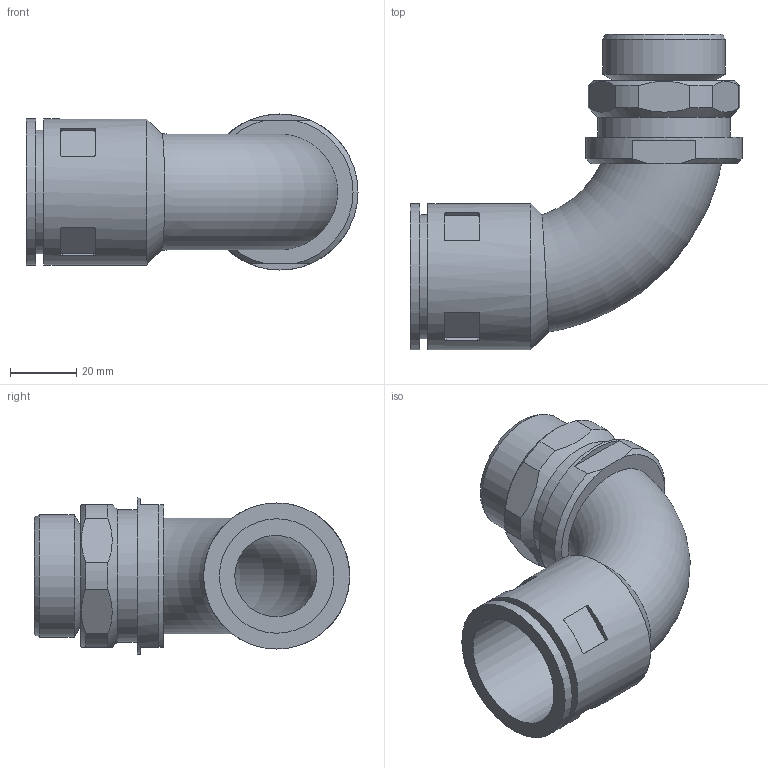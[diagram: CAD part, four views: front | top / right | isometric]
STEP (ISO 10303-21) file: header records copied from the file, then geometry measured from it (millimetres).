
FILE_DESCRIPTION( ( 'STEP AP203' ), '1' );
FILE_NAME( 'FLEXA RQBK90DR-P 5521.034.229.stp', '2020-03-24T10:23:53', ( 'License CC BY-ND 4.0' ), ( 'CADENAS' ), ' ', 'PARTsolutions', ' ' );
FILE_SCHEMA( ( 'CONFIG_CONTROL_DESIGN' ) );
Length unit declared in the file: millimetre
Products named in the file (1): _FLEXA RQBK90DR-P 5521.034.229
Bounding box: 100 x 95 x 47 mm (x, y, z)
Volume: 78798.4 mm3; surface area: 32842.2 mm2
Topology: 1 solids, 1 shells, 93 faces, 228 edges, 149 vertices
Faces by surface type: plane 43, cylinder 34, torus 8, cone 8
Full cylindrical faces by diameter (mm): 24.5 x1, 27.5 x1, 30 x1, 34.5 x1, 37 x1, 37.3 x1, 40 x1, 44 x2, 47 x1
Entity records: 3193 total; most frequent: CARTESIAN_POINT 1114, DIRECTION 406, ORIENTED_EDGE 400, EDGE_CURVE 200, AXIS2_PLACEMENT_3D 165, VERTEX_POINT 142, EDGE_LOOP 128, FACE_OUTER_BOUND 108
